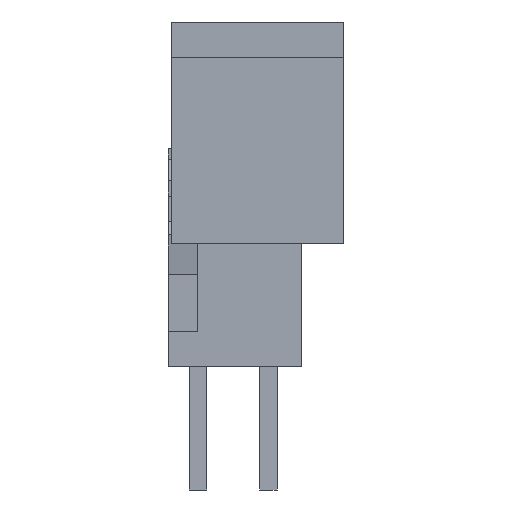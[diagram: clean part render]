
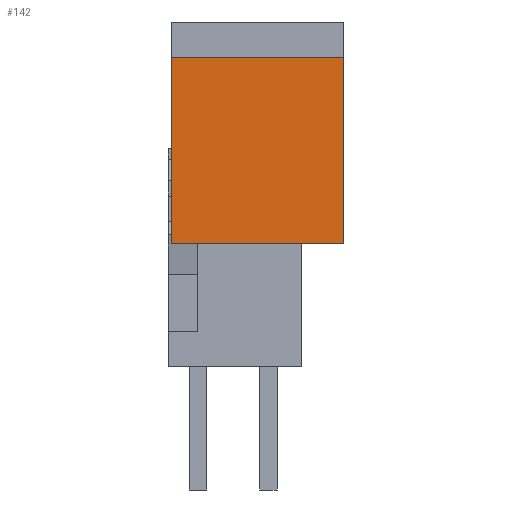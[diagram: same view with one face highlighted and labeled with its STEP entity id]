
A CAD part, left-side view. The second image highlights one B-rep face of the part: STEP entity #142.
In plain terms, the highlighted planar face has unit normal (-1, 0, 0).
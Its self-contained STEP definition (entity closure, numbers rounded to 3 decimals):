
#142=ADVANCED_FACE('',(#1086),#1087,.T.);
#1086=FACE_OUTER_BOUND('',#2885,.T.);
#1087=PLANE('',#2886);
#2885=EDGE_LOOP('',(#5225,#5226,#5227,#5228));
#2886=AXIS2_PLACEMENT_3D('',#5229,#5230,#5231);
#5225=ORIENTED_EDGE('',*,*,#11080,.T.);
#5226=ORIENTED_EDGE('',*,*,#11108,.F.);
#5227=ORIENTED_EDGE('',*,*,#11390,.F.);
#5228=ORIENTED_EDGE('',*,*,#11383,.T.);
#5229=CARTESIAN_POINT('',(-21.75,-1.2,5.7));
#5230=DIRECTION('',(-1.0,0.0,0.0));
#5231=DIRECTION('',(0.0,0.0,1.0));
#11080=EDGE_CURVE('',#13336,#13337,#13338,.T.);
#11108=EDGE_CURVE('',#13386,#13337,#13388,.T.);
#11383=EDGE_CURVE('',#13876,#13336,#13879,.T.);
#11390=EDGE_CURVE('',#13876,#13386,#13887,.T.);
#13336=VERTEX_POINT('',#16744);
#13337=VERTEX_POINT('',#16745);
#13338=LINE('',#16746,#16747);
#13386=VERTEX_POINT('',#16821);
#13388=LINE('',#16824,#16825);
#13876=VERTEX_POINT('',#17585);
#13879=LINE('',#17590,#17591);
#13887=LINE('',#17605,#17606);
#16744=CARTESIAN_POINT('',(-21.75,3.7,5.7));
#16745=CARTESIAN_POINT('',(-21.75,3.7,0.4));
#16746=CARTESIAN_POINT('',(-21.75,3.7,5.7));
#16747=VECTOR('',#22016,5.3);
#16821=CARTESIAN_POINT('',(-21.75,-1.2,0.4));
#16824=CARTESIAN_POINT('',(-21.75,-1.2,0.4));
#16825=VECTOR('',#22044,4.9);
#17585=CARTESIAN_POINT('',(-21.75,-1.2,5.7));
#17590=CARTESIAN_POINT('',(-21.75,-1.2,5.7));
#17591=VECTOR('',#22319,4.9);
#17605=CARTESIAN_POINT('',(-21.75,-1.2,5.7));
#17606=VECTOR('',#22326,5.3);
#22016=DIRECTION('',(0.0,0.0,-1.0));
#22044=DIRECTION('',(0.0,1.0,0.0));
#22319=DIRECTION('',(0.0,1.0,0.0));
#22326=DIRECTION('',(0.0,0.0,-1.0));
